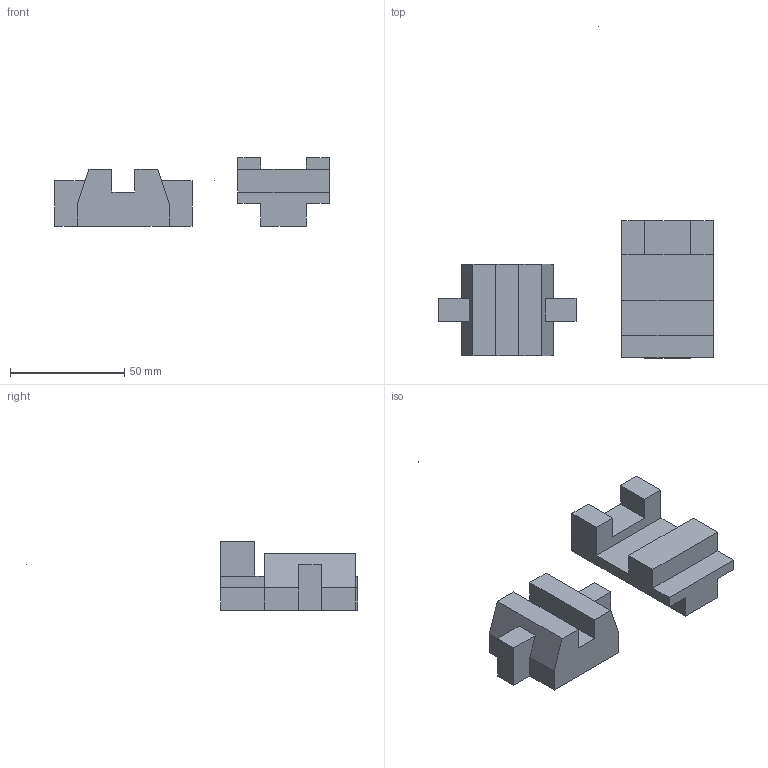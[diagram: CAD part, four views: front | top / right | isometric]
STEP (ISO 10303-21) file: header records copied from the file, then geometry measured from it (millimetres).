
FILE_DESCRIPTION(/* description */ ('','CAx-IF Rec.Pracs.---Representation and Presentation of Product Manufacturing Information (PMI)---4.0---2014-10-13'),/* implementation_level */ '2;1');
FILE_NAME(/* name */ 'Fazkullin_Farid_Practice_5.step',/* time_stamp */ '2025-02-17T20:51:21+05:00',/* author */ (''),/* organization */ (''),/* preprocessor_version */ 'ST-DEVELOPER v20',/* originating_system */ 'Autodesk Translation Framework v13.20.0.188',/* authorisation */ '');
FILE_SCHEMA (('AP242_MANAGED_MODEL_BASED_3D_ENGINEERING_MIM_LF { 1 0 10303 442 1 1 4 }'));
Length unit declared in the file: millimetre
Products named in the file (3): Fazkullin_Farid_Practice_5; Component1; Component2
Assembly tree (2 placements, depth 2):
  Fazkullin_Farid_Practice_5
    Component1
    Component2
Bounding box: 120 x 145 x 30 mm (x, y, z)
Volume: 73333.3 mm3; surface area: 18687.4 mm2
Topology: 3 solids, 3 shells, 53 faces, 140 edges, 93 vertices
Faces by surface type: plane 53
Entity records: 1692 total; most frequent: CARTESIAN_POINT 291, ORIENTED_EDGE 280, DIRECTION 256, LINE 140, VECTOR 140, EDGE_CURVE 140, VERTEX_POINT 93, AXIS2_PLACEMENT_3D 58
